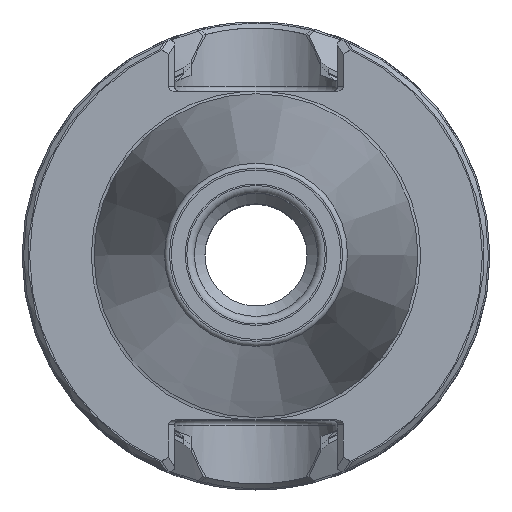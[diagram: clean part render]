
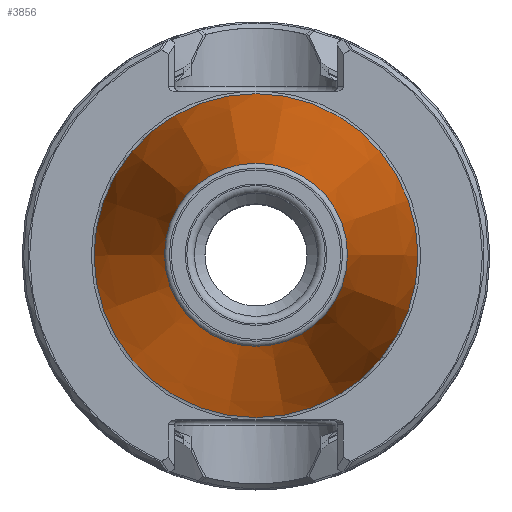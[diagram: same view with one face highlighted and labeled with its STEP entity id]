
A CAD part, top view. The second image highlights one B-rep face of the part: STEP entity #3856.
In plain terms, the highlighted conical face has half-angle 8.297 degrees and reference radius 9.058 mm.
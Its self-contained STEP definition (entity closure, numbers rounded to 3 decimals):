
#529=CONICAL_SURFACE('',#4129,9.058,0.145);
#999=ORIENTED_EDGE('',*,*,#1579,.T.);
#1000=ORIENTED_EDGE('',*,*,#1578,.F.);
#1578=EDGE_CURVE('',#1905,#1905,#2058,.T.);
#1579=EDGE_CURVE('',#1906,#1906,#2059,.T.);
#1905=VERTEX_POINT('',#5878);
#1906=VERTEX_POINT('',#5881);
#2058=CIRCLE('',#4128,9.058);
#2059=CIRCLE('',#4130,16.025);
#2219=EDGE_LOOP('',(#999));
#2220=EDGE_LOOP('',(#1000));
#2437=FACE_BOUND('',#2219,.T.);
#2438=FACE_BOUND('',#2220,.T.);
#3856=ADVANCED_FACE('',(#2437,#2438),#529,.T.);
#4128=AXIS2_PLACEMENT_3D('',#5877,#4694,#4695);
#4129=AXIS2_PLACEMENT_3D('',#5879,#4696,#4697);
#4130=AXIS2_PLACEMENT_3D('',#5880,#4698,#4699);
#4694=DIRECTION('',(0.,0.,1.));
#4695=DIRECTION('',(1.,0.,0.));
#4696=DIRECTION('',(0.,0.,-1.));
#4697=DIRECTION('',(-1.,0.,0.));
#4698=DIRECTION('',(0.,0.,1.));
#4699=DIRECTION('',(1.,0.,0.));
#5877=CARTESIAN_POINT('',(0.,0.,48.172));
#5878=CARTESIAN_POINT('',(9.058,0.,48.172));
#5879=CARTESIAN_POINT('',(0.,0.,48.172));
#5880=CARTESIAN_POINT('',(0.,0.,0.4));
#5881=CARTESIAN_POINT('',(16.025,0.,0.4));
